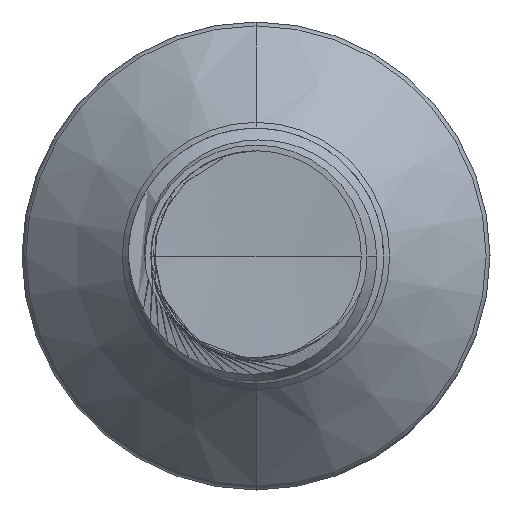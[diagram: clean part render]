
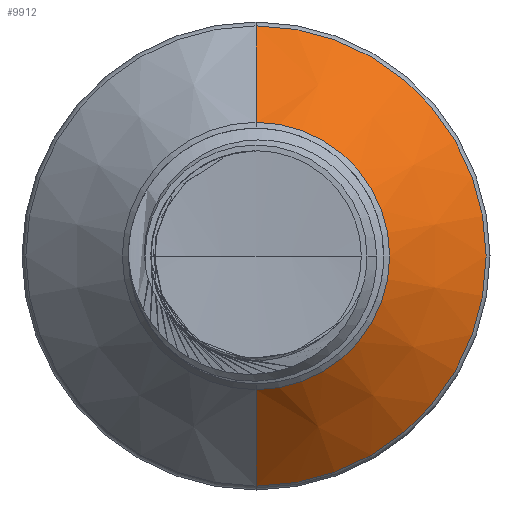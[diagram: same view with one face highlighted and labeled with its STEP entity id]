
A CAD part, front view. The second image highlights one B-rep face of the part: STEP entity #9912.
In plain terms, the highlighted conical face has half-angle 45 degrees and reference radius 1.571 mm.
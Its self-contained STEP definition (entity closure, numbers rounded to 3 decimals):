
#847 = VECTOR ( 'NONE', #34527, 1000. ) ;
#1383 = CONICAL_SURFACE ( 'NONE', #28556, 1.571, 0.785 ) ;
#3690 = VERTEX_POINT ( 'NONE', #30837 ) ;
#5106 = CIRCLE ( 'NONE', #8503, 1.571 ) ;
#6951 = LINE ( 'NONE', #26461, #40317 ) ;
#7713 = EDGE_LOOP ( 'NONE', ( #18682, #12442, #24340, #43061 ) ) ;
#8503 = AXIS2_PLACEMENT_3D ( 'NONE', #34017, #13967, #37173 ) ;
#8962 = EDGE_CURVE ( 'NONE', #3690, #14148, #10028, .T. ) ;
#9060 = CARTESIAN_POINT ( 'NONE',  ( 0., 22.927, 0. ) ) ;
#9912 = ADVANCED_FACE ( 'NONE', ( #20824 ), #1383, .T. ) ;
#10028 = LINE ( 'NONE', #37672, #847 ) ;
#10938 = EDGE_CURVE ( 'NONE', #3690, #12430, #5106, .T. ) ;
#11293 = CARTESIAN_POINT ( 'NONE',  ( 0., 22.927, 2.704 ) ) ;
#12430 = VERTEX_POINT ( 'NONE', #24088 ) ;
#12442 = ORIENTED_EDGE ( 'NONE', *, *, #36949, .T. ) ;
#12551 = DIRECTION ( 'NONE',  ( 0., 0., 1. ) ) ;
#13967 = DIRECTION ( 'NONE',  ( 0., 1., 0. ) ) ;
#14148 = VERTEX_POINT ( 'NONE', #11293 ) ;
#18073 = DIRECTION ( 'NONE',  ( 0., 1., 0. ) ) ;
#18682 = ORIENTED_EDGE ( 'NONE', *, *, #10938, .T. ) ;
#19942 = EDGE_CURVE ( 'NONE', #14148, #35344, #22305, .T. ) ;
#20824 = FACE_OUTER_BOUND ( 'NONE', #7713, .T. ) ;
#22305 = CIRCLE ( 'NONE', #39005, 2.704 ) ;
#24088 = CARTESIAN_POINT ( 'NONE',  ( 0., 21.793, -1.571 ) ) ;
#24340 = ORIENTED_EDGE ( 'NONE', *, *, #19942, .F. ) ;
#26461 = CARTESIAN_POINT ( 'NONE',  ( 0., 21.793, -1.571 ) ) ;
#27729 = CARTESIAN_POINT ( 'NONE',  ( 0., 21.793, 0. ) ) ;
#28556 = AXIS2_PLACEMENT_3D ( 'NONE', #27729, #18073, #34210 ) ;
#30837 = CARTESIAN_POINT ( 'NONE',  ( 0., 21.793, 1.571 ) ) ;
#32726 = DIRECTION ( 'NONE',  ( 0., 1., 0. ) ) ;
#33283 = CARTESIAN_POINT ( 'NONE',  ( 0., 22.927, -2.704 ) ) ;
#34017 = CARTESIAN_POINT ( 'NONE',  ( 0., 21.793, 0. ) ) ;
#34210 = DIRECTION ( 'NONE',  ( 0., 0., 1. ) ) ;
#34527 = DIRECTION ( 'NONE',  ( 0., 0.707, 0.707 ) ) ;
#35344 = VERTEX_POINT ( 'NONE', #33283 ) ;
#36949 = EDGE_CURVE ( 'NONE', #12430, #35344, #6951, .T. ) ;
#37173 = DIRECTION ( 'NONE',  ( 0., 0., 1. ) ) ;
#37672 = CARTESIAN_POINT ( 'NONE',  ( 0., 21.793, 1.571 ) ) ;
#39005 = AXIS2_PLACEMENT_3D ( 'NONE', #9060, #32726, #12551 ) ;
#40317 = VECTOR ( 'NONE', #42060, 1000. ) ;
#42060 = DIRECTION ( 'NONE',  ( 0., 0.707, -0.707 ) ) ;
#43061 = ORIENTED_EDGE ( 'NONE', *, *, #8962, .F. ) ;
